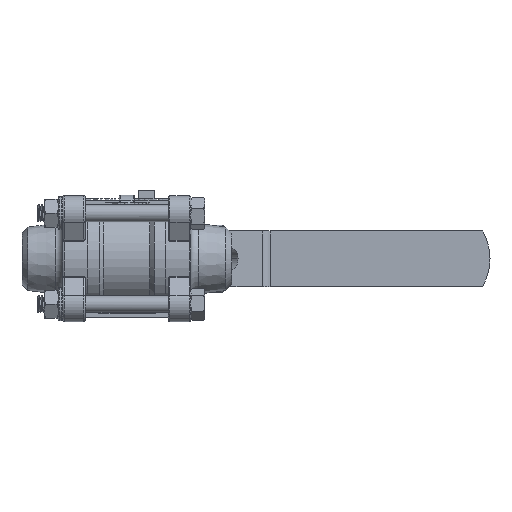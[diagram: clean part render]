
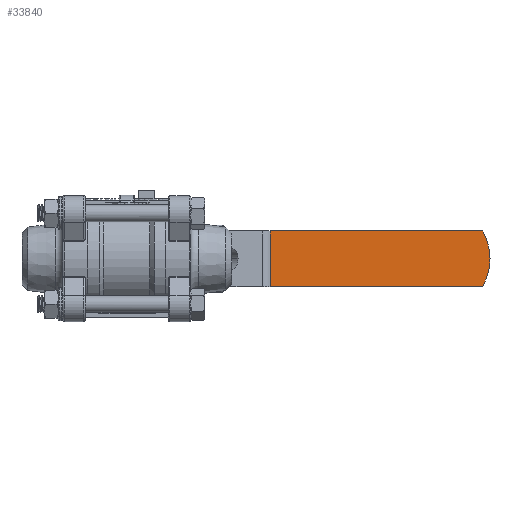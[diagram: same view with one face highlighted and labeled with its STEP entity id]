
A CAD part, front view. The second image highlights one B-rep face of the part: STEP entity #33840.
In plain terms, the highlighted planar face has unit normal (0, -1, 0).
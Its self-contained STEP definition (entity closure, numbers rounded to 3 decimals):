
#838 = LINE ( 'NONE', #33274, #61977 ) ;
#1351 = CARTESIAN_POINT ( 'NONE',  ( 0., 27., -110. ) ) ;
#3452 = EDGE_CURVE ( 'NONE', #23750, #23350, #23380, .T. ) ;
#3667 = CARTESIAN_POINT ( 'NONE',  ( 9.95, 27., -127.349 ) ) ;
#6212 = DIRECTION ( 'NONE',  ( 0., 0., 1. ) ) ;
#10270 = VECTOR ( 'NONE', #17224, 1000. ) ;
#10802 = AXIS2_PLACEMENT_3D ( 'NONE', #1351, #35113, #6212 ) ;
#11063 = CARTESIAN_POINT ( 'NONE',  ( 9.95, 27., -49.657 ) ) ;
#11799 = EDGE_CURVE ( 'NONE', #43954, #44312, #838, .T. ) ;
#11908 = VECTOR ( 'NONE', #18972, 1000. ) ;
#12393 = CARTESIAN_POINT ( 'NONE',  ( 9.95, 27., -49.657 ) ) ;
#13411 = ORIENTED_EDGE ( 'NONE', *, *, #37936, .F. ) ;
#13435 = LINE ( 'NONE', #47856, #11908 ) ;
#17224 = DIRECTION ( 'NONE',  ( 0., 0., -1. ) ) ;
#17900 = ORIENTED_EDGE ( 'NONE', *, *, #3452, .T. ) ;
#18972 = DIRECTION ( 'NONE',  ( 0., 0., -1. ) ) ;
#19298 = CARTESIAN_POINT ( 'NONE',  ( -9.95, 27., -51.314 ) ) ;
#20720 = DIRECTION ( 'NONE',  ( 0., 0., 1. ) ) ;
#23350 = VERTEX_POINT ( 'NONE', #3667 ) ;
#23380 = CIRCLE ( 'NONE', #10802, 20. ) ;
#23750 = VERTEX_POINT ( 'NONE', #60926 ) ;
#27136 = FACE_OUTER_BOUND ( 'NONE', #30774, .T. ) ;
#30774 = EDGE_LOOP ( 'NONE', ( #42703, #17900, #13411, #40170 ) ) ;
#33274 = CARTESIAN_POINT ( 'NONE',  ( -9.95, 27., -51.314 ) ) ;
#33840 = ADVANCED_FACE ( 'NONE', ( #27136 ), #39963, .F. ) ;
#35113 = DIRECTION ( 'NONE',  ( 0., -1., 0. ) ) ;
#36057 = EDGE_CURVE ( 'NONE', #44312, #23750, #13435, .T. ) ;
#37936 = EDGE_CURVE ( 'NONE', #43954, #23350, #48734, .T. ) ;
#39963 = PLANE ( 'NONE',  #52690 ) ;
#40170 = ORIENTED_EDGE ( 'NONE', *, *, #11799, .T. ) ;
#42703 = ORIENTED_EDGE ( 'NONE', *, *, #36057, .T. ) ;
#43954 = VERTEX_POINT ( 'NONE', #49732 ) ;
#44312 = VERTEX_POINT ( 'NONE', #19298 ) ;
#47856 = CARTESIAN_POINT ( 'NONE',  ( -9.95, 27., -49.657 ) ) ;
#48734 = LINE ( 'NONE', #12393, #10270 ) ;
#49627 = DIRECTION ( 'NONE',  ( 0., 1., 0. ) ) ;
#49732 = CARTESIAN_POINT ( 'NONE',  ( 9.95, 27., -51.314 ) ) ;
#52690 = AXIS2_PLACEMENT_3D ( 'NONE', #11063, #49627, #20720 ) ;
#57269 = DIRECTION ( 'NONE',  ( -1., 0., 0. ) ) ;
#60926 = CARTESIAN_POINT ( 'NONE',  ( -9.95, 27., -127.349 ) ) ;
#61977 = VECTOR ( 'NONE', #57269, 1000. ) ;
